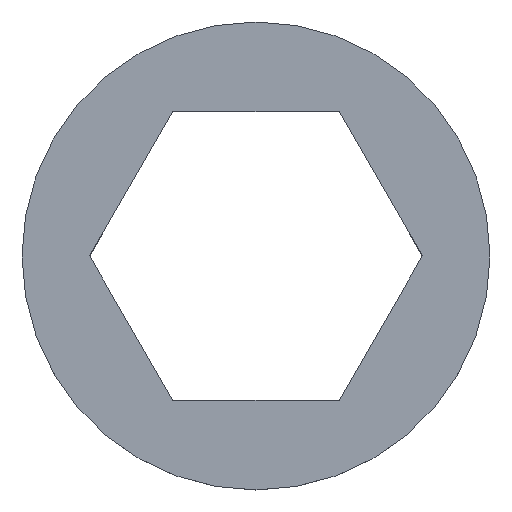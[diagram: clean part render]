
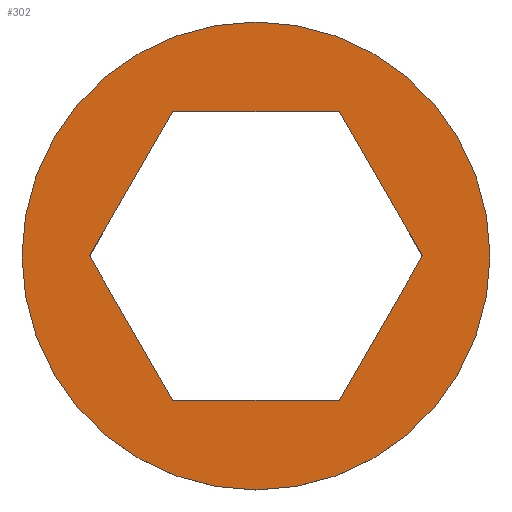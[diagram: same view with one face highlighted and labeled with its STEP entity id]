
A CAD part, top view. The second image highlights one B-rep face of the part: STEP entity #302.
In plain terms, the highlighted planar face has unit normal (0, 0, 1).
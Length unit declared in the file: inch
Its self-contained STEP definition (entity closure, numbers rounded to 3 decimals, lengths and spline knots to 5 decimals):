
#1 = VERTEX_POINT ( 'NONE', #308 ) ;
#5 = ORIENTED_EDGE ( 'NONE', *, *, #188, .T. ) ;
#10 = CARTESIAN_POINT ( 'NONE',  ( 0.11114, -0.1925, 0.01563 ) ) ;
#12 = VECTOR ( 'NONE', #43, 39.37008 ) ;
#19 = EDGE_CURVE ( 'NONE', #250, #32, #86, .T. ) ;
#25 = DIRECTION ( 'NONE',  ( 0., 0., 1. ) ) ;
#28 = ORIENTED_EDGE ( 'NONE', *, *, #55, .F. ) ;
#32 = VERTEX_POINT ( 'NONE', #128 ) ;
#41 = CIRCLE ( 'NONE', #325, 0.3125 ) ;
#42 = ORIENTED_EDGE ( 'NONE', *, *, #100, .F. ) ;
#43 = DIRECTION ( 'NONE',  ( -0.5, 0.866, 0. ) ) ;
#55 = EDGE_CURVE ( 'NONE', #138, #108, #208, .T. ) ;
#59 = LINE ( 'NONE', #285, #12 ) ;
#61 = ORIENTED_EDGE ( 'NONE', *, *, #330, .T. ) ;
#65 = ORIENTED_EDGE ( 'NONE', *, *, #19, .F. ) ;
#70 = DIRECTION ( 'NONE',  ( -1., 0., 0. ) ) ;
#72 = VECTOR ( 'NONE', #261, 39.37008 ) ;
#75 = DIRECTION ( 'NONE',  ( 0., 0., 1. ) ) ;
#80 = VERTEX_POINT ( 'NONE', #240 ) ;
#86 = LINE ( 'NONE', #169, #246 ) ;
#94 = LINE ( 'NONE', #206, #228 ) ;
#96 = CARTESIAN_POINT ( 'NONE',  ( -0.22228, 0., 0.01563 ) ) ;
#97 = CARTESIAN_POINT ( 'NONE',  ( -0.3125, 0., 0.01563 ) ) ;
#100 = EDGE_CURVE ( 'NONE', #80, #250, #348, .T. ) ;
#104 = FACE_BOUND ( 'NONE', #141, .T. ) ;
#108 = VERTEX_POINT ( 'NONE', #286 ) ;
#128 = CARTESIAN_POINT ( 'NONE',  ( 0.22228, 0., 0.01563 ) ) ;
#130 = VECTOR ( 'NONE', #320, 39.37008 ) ;
#132 = VERTEX_POINT ( 'NONE', #97 ) ;
#138 = VERTEX_POINT ( 'NONE', #319 ) ;
#141 = EDGE_LOOP ( 'NONE', ( #65, #42, #281, #328, #28, #278 ) ) ;
#147 = CARTESIAN_POINT ( 'NONE',  ( 0.3125, 0., 0.01563 ) ) ;
#148 = CARTESIAN_POINT ( 'NONE',  ( 0.11114, 0.1925, 0.01563 ) ) ;
#150 = EDGE_CURVE ( 'NONE', #108, #1, #94, .T. ) ;
#156 = DIRECTION ( 'NONE',  ( 1., 0., 0. ) ) ;
#157 = AXIS2_PLACEMENT_3D ( 'NONE', #294, #75, #209 ) ;
#158 = CARTESIAN_POINT ( 'NONE',  ( 0., 0., 0.01563 ) ) ;
#169 = CARTESIAN_POINT ( 'NONE',  ( 0.11114, -0.1925, 0.01563 ) ) ;
#179 = CARTESIAN_POINT ( 'NONE',  ( 0., 0., 0.01563 ) ) ;
#180 = CIRCLE ( 'NONE', #222, 0.3125 ) ;
#181 = DIRECTION ( 'NONE',  ( -0.5, -0.866, 0. ) ) ;
#188 = EDGE_CURVE ( 'NONE', #273, #132, #180, .T. ) ;
#189 = DIRECTION ( 'NONE',  ( 1., 0., 0. ) ) ;
#200 = DIRECTION ( 'NONE',  ( 0.5, 0.866, 0. ) ) ;
#205 = VECTOR ( 'NONE', #70, 39.37008 ) ;
#206 = CARTESIAN_POINT ( 'NONE',  ( -0.11114, 0.1925, 0.01563 ) ) ;
#208 = LINE ( 'NONE', #148, #205 ) ;
#209 = DIRECTION ( 'NONE',  ( 1., 0., 0. ) ) ;
#217 = EDGE_CURVE ( 'NONE', #1, #80, #338, .T. ) ;
#222 = AXIS2_PLACEMENT_3D ( 'NONE', #158, #247, #189 ) ;
#228 = VECTOR ( 'NONE', #181, 39.37008 ) ;
#231 = EDGE_LOOP ( 'NONE', ( #61, #5 ) ) ;
#237 = FACE_OUTER_BOUND ( 'NONE', #231, .T. ) ;
#240 = CARTESIAN_POINT ( 'NONE',  ( -0.11114, -0.1925, 0.01563 ) ) ;
#246 = VECTOR ( 'NONE', #200, 39.37008 ) ;
#247 = DIRECTION ( 'NONE',  ( 0., 0., 1. ) ) ;
#250 = VERTEX_POINT ( 'NONE', #10 ) ;
#261 = DIRECTION ( 'NONE',  ( 0.5, -0.866, 0. ) ) ;
#267 = EDGE_CURVE ( 'NONE', #32, #138, #59, .T. ) ;
#273 = VERTEX_POINT ( 'NONE', #147 ) ;
#278 = ORIENTED_EDGE ( 'NONE', *, *, #267, .F. ) ;
#281 = ORIENTED_EDGE ( 'NONE', *, *, #217, .F. ) ;
#285 = CARTESIAN_POINT ( 'NONE',  ( 0.22228, 0., 0.01563 ) ) ;
#286 = CARTESIAN_POINT ( 'NONE',  ( -0.11114, 0.1925, 0.01563 ) ) ;
#294 = CARTESIAN_POINT ( 'NONE',  ( 0., 0., 0.01563 ) ) ;
#302 = ADVANCED_FACE ( 'NONE', ( #237, #104 ), #322, .T. ) ;
#308 = CARTESIAN_POINT ( 'NONE',  ( -0.22228, 0., 0.01563 ) ) ;
#316 = CARTESIAN_POINT ( 'NONE',  ( -0.11114, -0.1925, 0.01563 ) ) ;
#319 = CARTESIAN_POINT ( 'NONE',  ( 0.11114, 0.1925, 0.01563 ) ) ;
#320 = DIRECTION ( 'NONE',  ( 1., 0., 0. ) ) ;
#322 = PLANE ( 'NONE',  #157 ) ;
#325 = AXIS2_PLACEMENT_3D ( 'NONE', #179, #25, #156 ) ;
#328 = ORIENTED_EDGE ( 'NONE', *, *, #150, .F. ) ;
#330 = EDGE_CURVE ( 'NONE', #132, #273, #41, .T. ) ;
#338 = LINE ( 'NONE', #96, #72 ) ;
#348 = LINE ( 'NONE', #316, #130 ) ;
